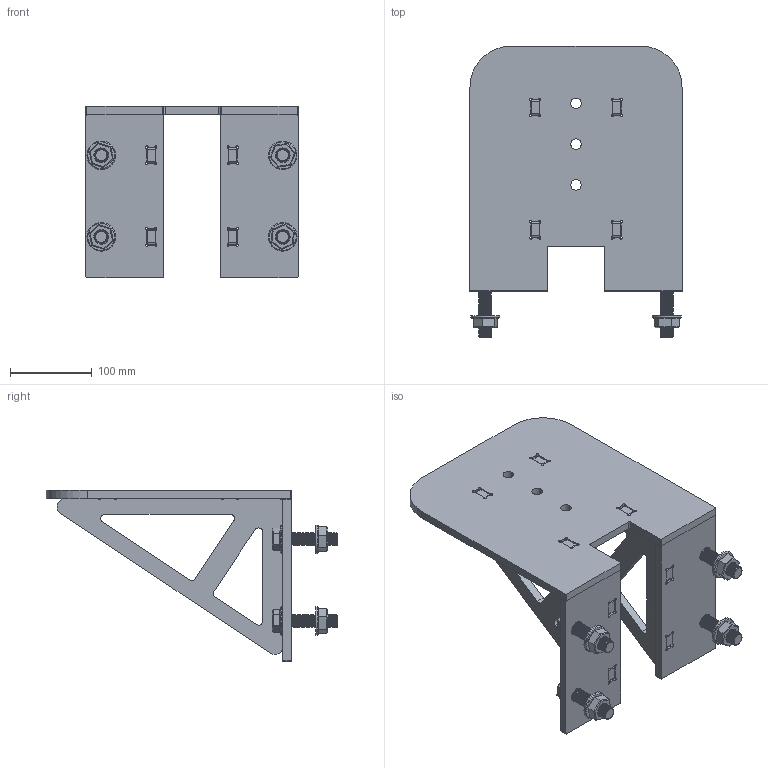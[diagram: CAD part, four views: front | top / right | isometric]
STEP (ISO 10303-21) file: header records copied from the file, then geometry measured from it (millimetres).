
FILE_DESCRIPTION (( 'STEP AP203' ), '1' );
FILE_NAME ('Baugruppe KTP-S-260.STEP', '2024-10-29T13:40:45', ( '' ), ( '' ), 'SwSTEP 2.0', 'SolidWorks 2024', '' );
FILE_SCHEMA (( 'CONFIG_CONTROL_DESIGN' ));
Length unit declared in the file: millimetre
Products named in the file (7): Schraube M16x70; Versteifungsblech KTP-S-260; Baugruppe KTP-S-260; Fussplatte KTP-S-260; Unterlegscheibe M16; Frontplatte KTP-S-260; Mutter M16
Assembly tree (21 placements, depth 2):
  Baugruppe KTP-S-260
    Frontplatte KTP-S-260
    Fussplatte KTP-S-260  x2
    Versteifungsblech KTP-S-260  x2
    Schraube M16x70  x4
    Unterlegscheibe M16  x8
    Mutter M16  x4
Bounding box: 260 x 357 x 210 mm (x, y, z)
Volume: 1558679 mm3; surface area: 408137.2 mm2
Topology: 21 solids, 21 shells, 902 faces, 2440 edges, 1584 vertices
Faces by surface type: cylinder 554, plane 292, cone 44, bspline 12
Entity records: 19543 total; most frequent: CARTESIAN_POINT 9336, ORIENTED_EDGE 1974, DIRECTION 1918, EDGE_CURVE 987, AXIS2_PLACEMENT_3D 705, VERTEX_POINT 648, VECTOR 508, LINE 508
